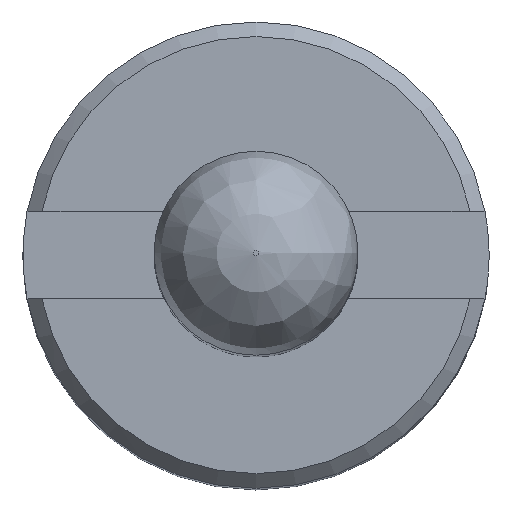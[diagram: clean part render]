
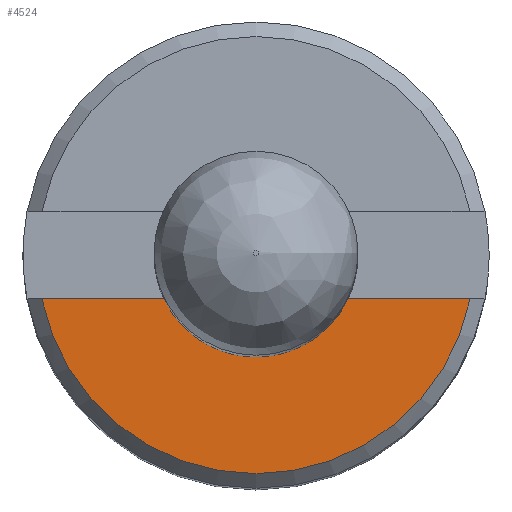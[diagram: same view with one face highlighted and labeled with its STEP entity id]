
A CAD part, top view. The second image highlights one B-rep face of the part: STEP entity #4524.
In plain terms, the highlighted face is planar.
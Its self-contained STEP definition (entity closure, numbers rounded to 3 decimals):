
#141=PLANE('',#4799);
#494=FACE_OUTER_BOUND('',#758,.T.);
#758=EDGE_LOOP('',(#3971,#3972,#3973,#3974));
#1039=LINE('',#10689,#1325);
#1045=LINE('',#10709,#1331);
#1325=VECTOR('',#5467,10.);
#1331=VECTOR('',#5475,10.);
#1442=CIRCLE('',#4800,7.5);
#1443=CIRCLE('',#4801,3.5);
#2086=VERTEX_POINT('',#10685);
#2088=VERTEX_POINT('',#10688);
#2092=VERTEX_POINT('',#10699);
#2095=VERTEX_POINT('',#10705);
#2708=EDGE_CURVE('',#2088,#2086,#1039,.T.);
#2716=EDGE_CURVE('',#2092,#2095,#1045,.T.);
#2739=EDGE_CURVE('',#2095,#2088,#1442,.T.);
#2740=EDGE_CURVE('',#2092,#2086,#1443,.T.);
#3971=ORIENTED_EDGE('',*,*,#2716,.T.);
#3972=ORIENTED_EDGE('',*,*,#2739,.T.);
#3973=ORIENTED_EDGE('',*,*,#2708,.T.);
#3974=ORIENTED_EDGE('',*,*,#2740,.F.);
#4524=ADVANCED_FACE('',(#494),#141,.T.);
#4799=AXIS2_PLACEMENT_3D('',#10755,#5519,#5520);
#4800=AXIS2_PLACEMENT_3D('',#10756,#5521,#5522);
#4801=AXIS2_PLACEMENT_3D('',#10757,#5523,#5524);
#5467=DIRECTION('',(0.,1.,0.));
#5475=DIRECTION('',(0.,1.,0.));
#5519=DIRECTION('center_axis',(1.,0.,0.));
#5520=DIRECTION('ref_axis',(0.,0.,-1.));
#5521=DIRECTION('center_axis',(1.,0.,0.));
#5522=DIRECTION('ref_axis',(0.,1.,0.));
#5523=DIRECTION('center_axis',(1.,0.,0.));
#5524=DIRECTION('ref_axis',(0.,1.,0.));
#10685=CARTESIAN_POINT('',(150.,-3.162,1.5));
#10688=CARTESIAN_POINT('',(150.,-7.348,1.5));
#10689=CARTESIAN_POINT('',(150.,6.923,1.5));
#10699=CARTESIAN_POINT('',(150.,3.162,1.5));
#10705=CARTESIAN_POINT('',(150.,7.348,1.5));
#10709=CARTESIAN_POINT('',(150.,6.923,1.5));
#10755=CARTESIAN_POINT('Origin',(150.,5.5,0.));
#10756=CARTESIAN_POINT('Origin',(150.,0.,0.));
#10757=CARTESIAN_POINT('Origin',(150.,0.,0.));
